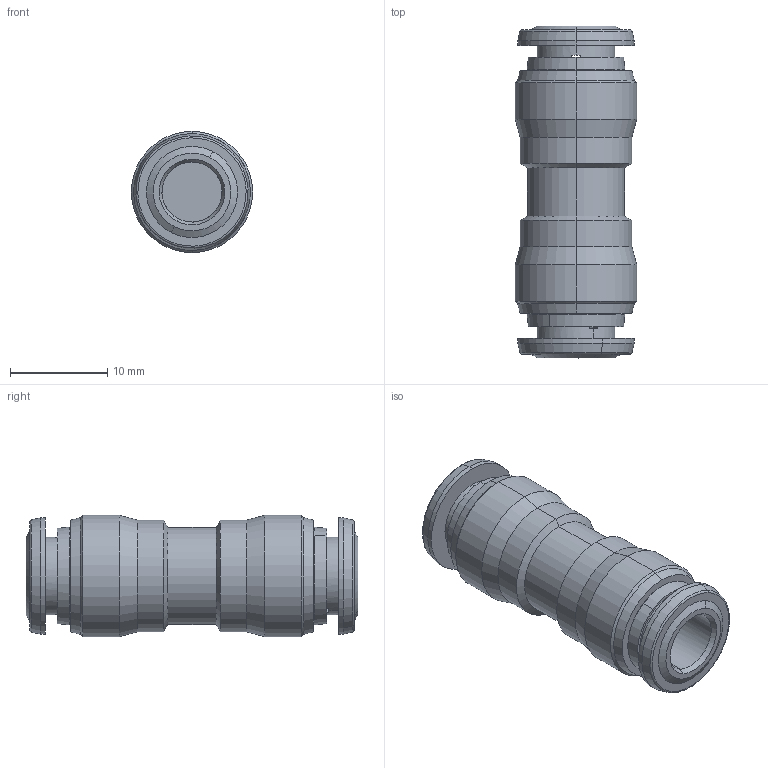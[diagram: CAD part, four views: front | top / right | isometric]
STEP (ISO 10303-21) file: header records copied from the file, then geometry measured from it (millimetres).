
FILE_DESCRIPTION (( 'STEP AP214' ), '1' );
FILE_NAME ('6004000002.step', '2012-10-16T16:31:25', ( '' ), ( '' ), 'SwSTEP 2.0', 'SolidWorks 2012', '' );
FILE_SCHEMA (( 'AUTOMOTIVE_DESIGN' ));
Length unit declared in the file: millimetre
Products named in the file (1): 6004000002
Bounding box: 12.5 x 34.2 x 12.5 mm (x, y, z)
Volume: 3086.7 mm3; surface area: 1966.2 mm2
Topology: 1 solids, 1 shells, 98 faces, 222 edges, 132 vertices
Faces by surface type: cone 40, cylinder 26, plane 24, torus 8
Entity records: 3874 total; most frequent: DIRECTION 544, CARTESIAN_POINT 453, ORIENTED_EDGE 444, AXIS2_PLACEMENT_3D 223, EDGE_CURVE 222, VERTEX_POINT 132, CIRCLE 124, EDGE_LOOP 112
